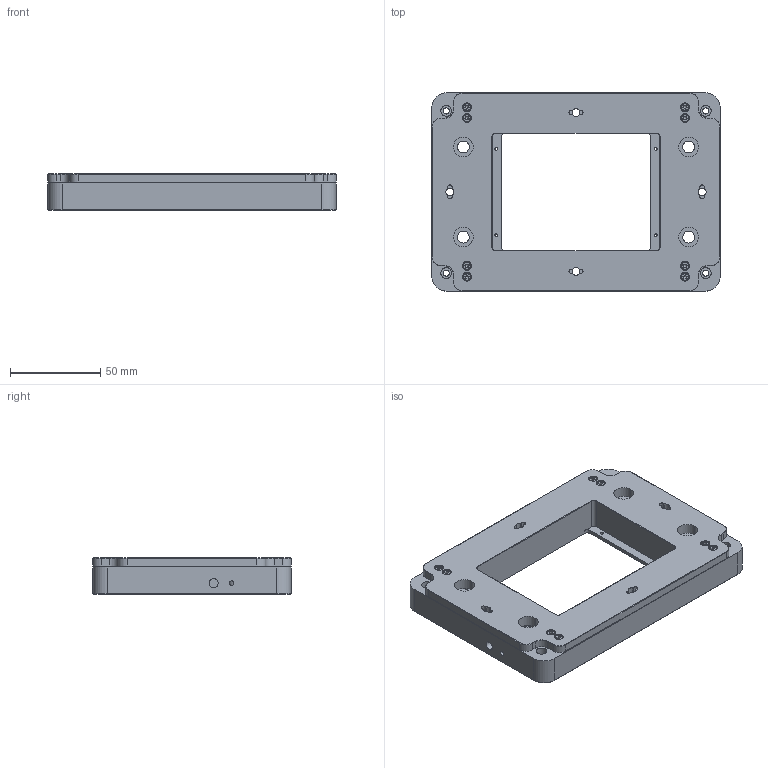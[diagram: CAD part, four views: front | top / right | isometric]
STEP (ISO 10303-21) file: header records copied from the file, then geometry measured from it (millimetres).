
FILE_DESCRIPTION (( 'STEP AP214' ), '1' );
FILE_NAME ('P79.Z100(Z200)压电扫描台三维外形尺寸图.STEP', '2022-03-28T06:05:44', ( 'User' ), ( 'china' ), 'SwSTEP 2.0', 'SolidWorks 2016', '' );
FILE_SCHEMA (( 'AUTOMOTIVE_DESIGN' ));
Length unit declared in the file: millimetre
Products named in the file (1): P79.Z100(Z200)压电扫描台三维外形尺寸图
Bounding box: 160 x 110 x 20 mm (x, y, z)
Surface area: 60607.9 mm2 (no closed solid volume)
Topology: 0 solids, 18 shells, 360 faces, 1252 edges, 892 vertices
Faces by surface type: plane 156, cylinder 152, cone 36, torus 16
Entity records: 17562 total; most frequent: DIRECTION 2502, CARTESIAN_POINT 2489, ORIENTED_EDGE 1978, EDGE_CURVE 1236, AXIS2_PLACEMENT_3D 905, VERTEX_POINT 892, LINE 692, VECTOR 692
